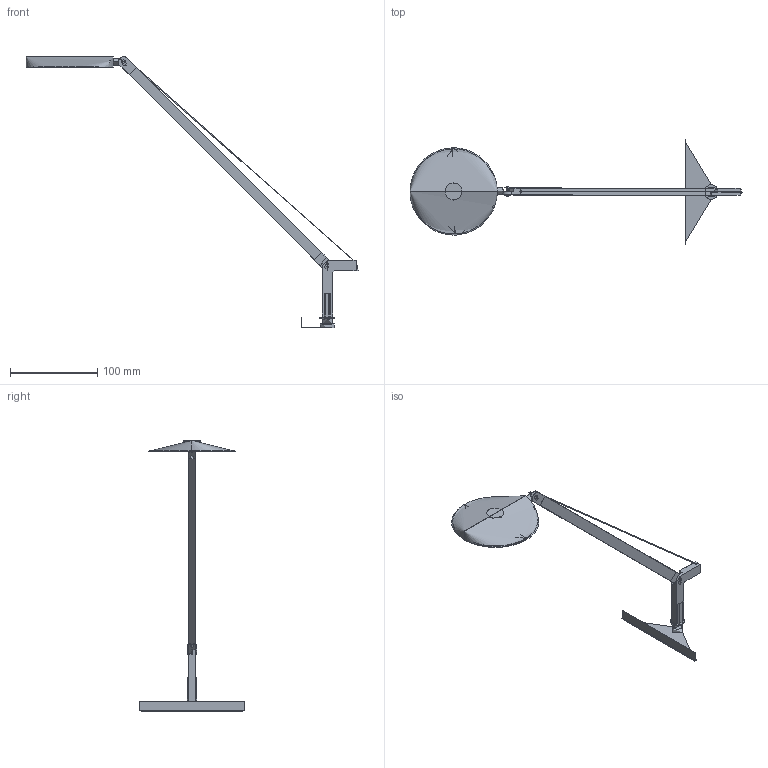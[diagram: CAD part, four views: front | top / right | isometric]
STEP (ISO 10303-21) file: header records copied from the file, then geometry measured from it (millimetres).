
FILE_DESCRIPTION(/* description */ (''),/* implementation_level */ '2;1');
FILE_NAME(/* name */ '3D Semplificato_Tavolo_Fukasawa_Demetra micro',/* time_stamp */ '2016-02-02T17:32:02+01:00',/* author */ (''),/* organization */ (''),/* preprocessor_version */ 'ST-DEVELOPER v10',/* originating_system */ '',/* authorisation */ '');
FILE_SCHEMA (('CONFIG_CONTROL_DESIGN'));
Length unit declared in the file: millimetre
Products named in the file (7): 1; 2; 3; 4; 5; 6; 7
Assembly tree (8 placements, depth 2):
  1
    2
    3
    4
    5  x2
    6  x2
    7
Bounding box: 380.49 x 120 x 311.6 mm (x, y, z)
Volume: 191395.6 mm3; surface area: 86221.1 mm2
Topology: 15 solids, 17 shells, 387 faces, 955 edges, 616 vertices
Faces by surface type: bspline 233, plane 154
Entity records: 14384 total; most frequent: CARTESIAN_POINT 8596, ORIENTED_EDGE 1656, EDGE_CURVE 837, VERTEX_POINT 533, B_SPLINE_CURVE_WITH_KNOTS 481, EDGE_LOOP 373, ADVANCED_FACE 344, FACE_OUTER_BOUND 344
